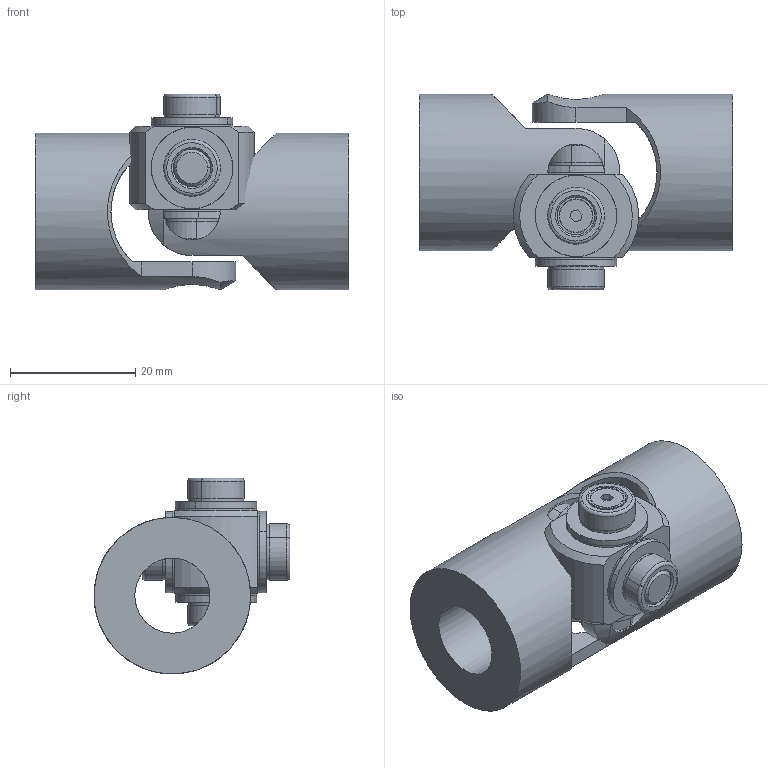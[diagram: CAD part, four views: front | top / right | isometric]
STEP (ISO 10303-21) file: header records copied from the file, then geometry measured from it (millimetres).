
FILE_DESCRIPTION(/* description */ ('Alibre Inc.'),/* implementation_level */ '2;1');
FILE_NAME(/* name */ 'export0',/* time_stamp */ '2012-08-13T11:29:26+02:00',/* author */ (''),/* organization */ (''),/* preprocessor_version */ 'ST-DEVELOPER v12',/* originating_system */ 'Alibre',/* authorisation */ '');
FILE_SCHEMA (('CONFIG_CONTROL_DESIGN'));
Length unit declared in the file: millimetre
Products named in the file (4): ID_1
Bounding box: 50 x 31.28 x 31.28 mm (x, y, z)
Volume: 17495.1 mm3; surface area: 11391.2 mm2
Topology: 11 solids, 11 shells, 215 faces, 522 edges, 333 vertices
Faces by surface type: cylinder 85, cone 62, plane 60, torus 8
Full cylindrical faces by diameter (mm): 9 x4, 12 x2, 25 x2
Entity records: 6981 total; most frequent: CARTESIAN_POINT 1637, DIRECTION 1026, ORIENTED_EDGE 1008, EDGE_CURVE 504, AXIS2_PLACEMENT_3D 450, VERTEX_POINT 325, EDGE_LOOP 263, FACE_BOUND 263
